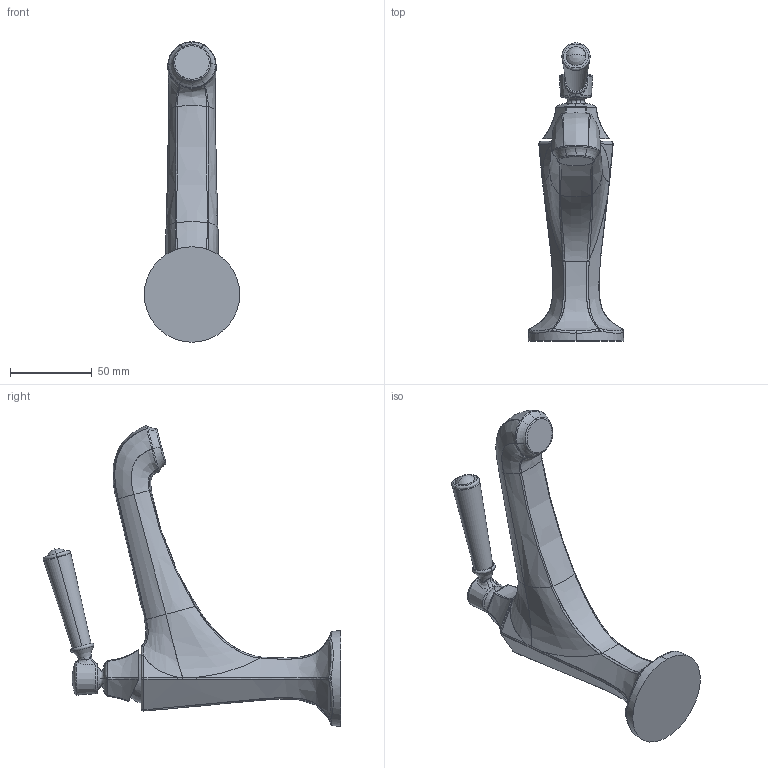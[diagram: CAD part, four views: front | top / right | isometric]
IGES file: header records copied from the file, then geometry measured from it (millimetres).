
Start section:  PTC IGES file: 1203_.igs
Global section: file name: 1203_.igs; native system: Creo Parametric by PTC Inc.; preprocessor: 2018400; author: rsmith; organization: Unknown; date: 20210212.104054; units: inch
Bounding box: 58.42 x 182.25 x 183.8 mm (x, y, z)
Surface area: 41992.6 mm2 (no closed solid volume)
Topology: 0 solids, 0 shells, 259 faces, 1128 edges, 1124 vertices
Faces by surface type: bspline 175, revolution 70, extrusion 14
